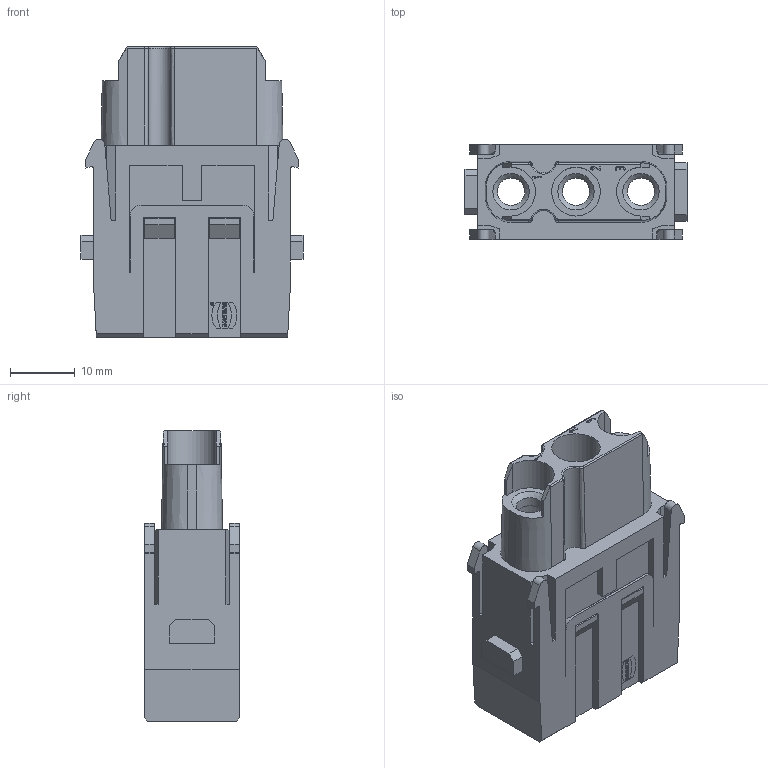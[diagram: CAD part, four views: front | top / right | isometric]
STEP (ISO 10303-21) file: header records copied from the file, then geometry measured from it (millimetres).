
FILE_DESCRIPTION(/* description */ (''),/* implementation_level */ '2;1');
FILE_NAME(/* name */ '100610208ugm000_a.stp',/* time_stamp */ '2015-01-27T12:00:47+01:00',/* author */ (''),/* organization */ (''),/* preprocessor_version */ 'ST-DEVELOPER v15',/* originating_system */ 'SIEMENS PLM Software NX 8.5',/* authorisation */ '');
FILE_SCHEMA (('AUTOMOTIVE_DESIGN { 1 0 10303 214 3 1 1 1 }'));
Length unit declared in the file: millimetre
Products named in the file (1): 100610208ugm000_a
Bounding box: 34.2 x 14.6 x 44.7 mm (x, y, z)
Volume: 11115.9 mm3; surface area: 8324.5 mm2
Topology: 1 solids, 1 shells, 242 faces, 918 edges, 843 vertices
Faces by surface type: plane 174, cylinder 38, cone 16, bspline 12, torus 2
Full cylindrical faces by diameter (mm): 4.2 x3, 6.5 x3, 7.5 x1, 7.8 x3
Entity records: 11870 total; most frequent: CARTESIAN_POINT 2476, ORIENTED_EDGE 1472, DIRECTION 1360, EDGE_CURVE 736, LINE 622, VECTOR 622, VERTEX_POINT 544, PRESENTATION_STYLE_ASSIGNMENT 377
